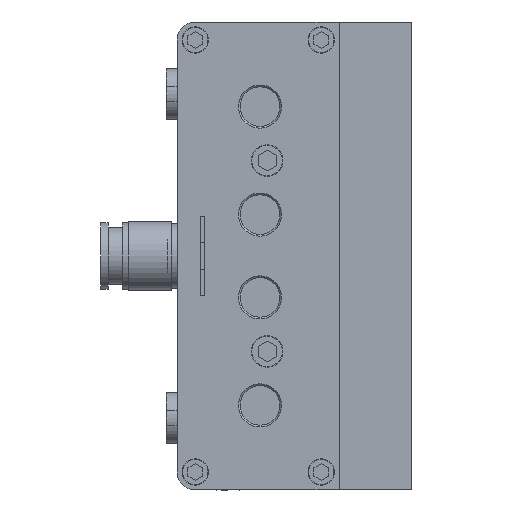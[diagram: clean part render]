
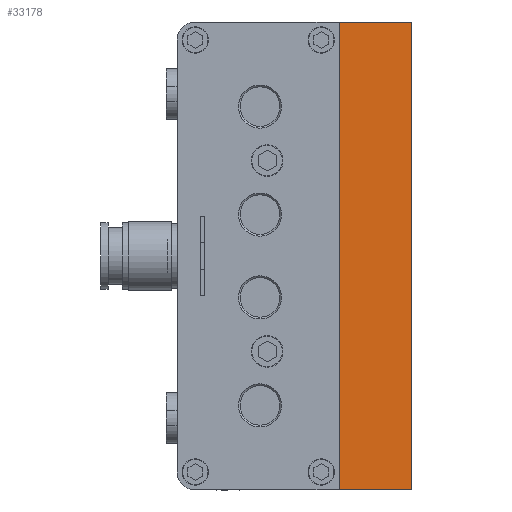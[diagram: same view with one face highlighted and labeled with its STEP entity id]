
A CAD part, left-side view. The second image highlights one B-rep face of the part: STEP entity #33178.
In plain terms, the highlighted planar face has unit normal (-1, 0, 0).
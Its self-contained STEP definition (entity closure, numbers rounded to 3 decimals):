
#432 = EDGE_LOOP ( 'NONE', ( #18318, #35797, #16893, #20988 ) ) ;
#2349 = VERTEX_POINT ( 'NONE', #10635 ) ;
#2731 = VECTOR ( 'NONE', #24930, 1000. ) ;
#4945 = LINE ( 'NONE', #16551, #31677 ) ;
#5483 = EDGE_CURVE ( 'NONE', #2349, #8655, #33120, .T. ) ;
#7090 = CARTESIAN_POINT ( 'NONE',  ( -572., 0., 65. ) ) ;
#7110 = VECTOR ( 'NONE', #22788, 1000. ) ;
#7800 = DIRECTION ( 'NONE',  ( 0., 1., 0. ) ) ;
#8160 = CARTESIAN_POINT ( 'NONE',  ( -572., -20., 65. ) ) ;
#8655 = VERTEX_POINT ( 'NONE', #13723 ) ;
#8861 = VECTOR ( 'NONE', #18730, 1000. ) ;
#10635 = CARTESIAN_POINT ( 'NONE',  ( -572., -20., 65. ) ) ;
#13723 = CARTESIAN_POINT ( 'NONE',  ( -572., -20., -65. ) ) ;
#13934 = DIRECTION ( 'NONE',  ( 0., 0., -1. ) ) ;
#15513 = CARTESIAN_POINT ( 'NONE',  ( -572., -20., 65. ) ) ;
#15642 = LINE ( 'NONE', #27215, #2731 ) ;
#16551 = CARTESIAN_POINT ( 'NONE',  ( -572., -20., -65. ) ) ;
#16893 = ORIENTED_EDGE ( 'NONE', *, *, #5483, .F. ) ;
#18237 = CARTESIAN_POINT ( 'NONE',  ( -572., 0., -65. ) ) ;
#18318 = ORIENTED_EDGE ( 'NONE', *, *, #26749, .T. ) ;
#18730 = DIRECTION ( 'NONE',  ( 0., 1., 0. ) ) ;
#19248 = VERTEX_POINT ( 'NONE', #18237 ) ;
#20988 = ORIENTED_EDGE ( 'NONE', *, *, #29567, .T. ) ;
#22788 = DIRECTION ( 'NONE',  ( 0., 0., -1. ) ) ;
#23516 = EDGE_CURVE ( 'NONE', #8655, #19248, #4945, .T. ) ;
#23840 = LINE ( 'NONE', #15513, #8861 ) ;
#24027 = AXIS2_PLACEMENT_3D ( 'NONE', #25684, #28552, #13934 ) ;
#24930 = DIRECTION ( 'NONE',  ( 0., 0., -1. ) ) ;
#25684 = CARTESIAN_POINT ( 'NONE',  ( -572., -20., 65. ) ) ;
#26749 = EDGE_CURVE ( 'NONE', #29818, #19248, #15642, .T. ) ;
#27215 = CARTESIAN_POINT ( 'NONE',  ( -572., 0., 65. ) ) ;
#28552 = DIRECTION ( 'NONE',  ( 1., 0., 0. ) ) ;
#29567 = EDGE_CURVE ( 'NONE', #2349, #29818, #23840, .T. ) ;
#29818 = VERTEX_POINT ( 'NONE', #7090 ) ;
#31024 = FACE_OUTER_BOUND ( 'NONE', #432, .T. ) ;
#31677 = VECTOR ( 'NONE', #7800, 1000. ) ;
#33120 = LINE ( 'NONE', #8160, #7110 ) ;
#33178 = ADVANCED_FACE ( 'NONE', ( #31024 ), #33897, .F. ) ;
#33897 = PLANE ( 'NONE',  #24027 ) ;
#35797 = ORIENTED_EDGE ( 'NONE', *, *, #23516, .F. ) ;
